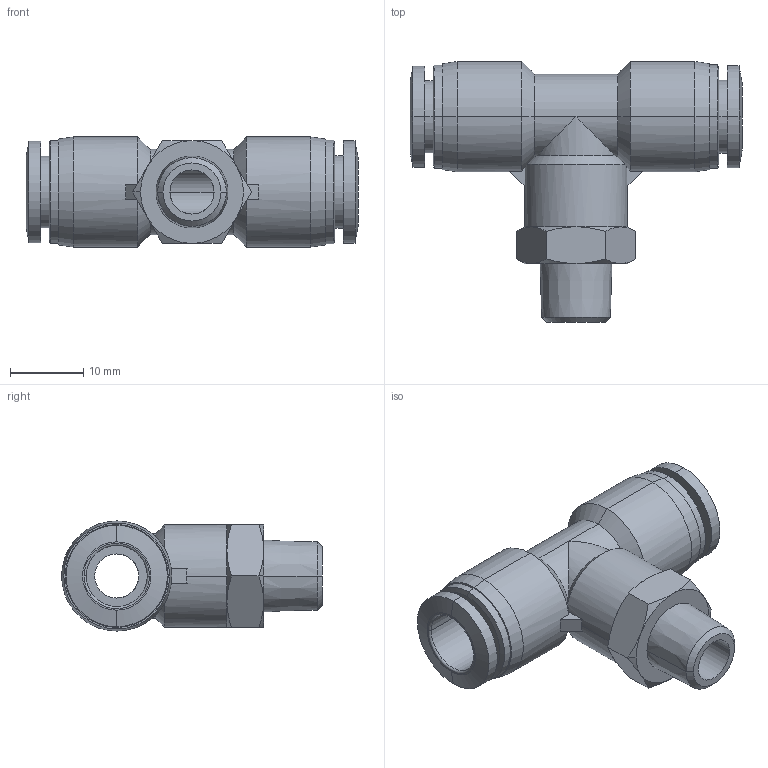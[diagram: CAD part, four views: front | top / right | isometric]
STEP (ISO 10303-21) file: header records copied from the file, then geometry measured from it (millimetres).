
FILE_DESCRIPTION (( 'STEP AP214' ), '1' );
FILE_NAME ('MBT8M-18R.step', '2016-02-24T20:39:08', ( '' ), ( '' ), 'SwSTEP 2.0', 'SolidWorks 2015', '' );
FILE_SCHEMA (( 'AUTOMOTIVE_DESIGN' ));
Length unit declared in the file: inch
Products named in the file (1): MBT8M-18R
Bounding box: 45.2 x 35.5 x 15 mm (x, y, z)
Volume: 6556 mm3; surface area: 5026 mm2
Topology: 1 solids, 1 shells, 99 faces, 224 edges, 135 vertices
Faces by surface type: cone 38, cylinder 33, plane 24, torus 4
Entity records: 4176 total; most frequent: CARTESIAN_POINT 669, DIRECTION 469, ORIENTED_EDGE 448, EDGE_CURVE 224, AXIS2_PLACEMENT_3D 199, VERTEX_POINT 135, EDGE_LOOP 111, LENGTH_MEASURE_WITH_UNIT 102
